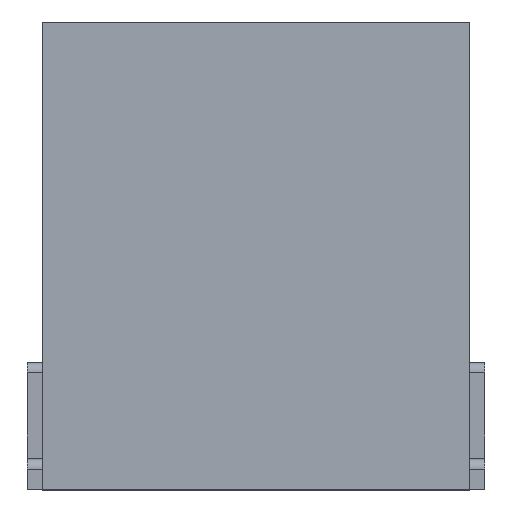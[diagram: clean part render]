
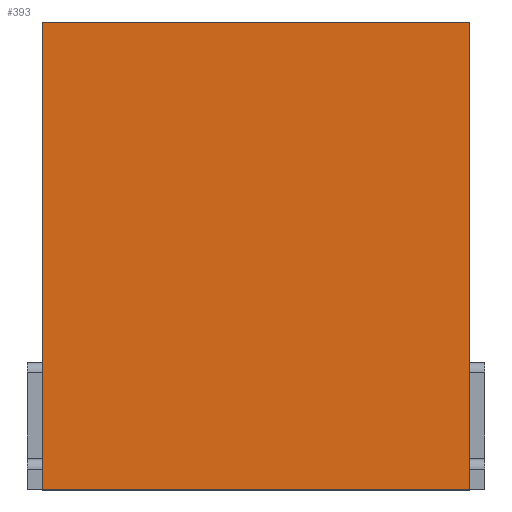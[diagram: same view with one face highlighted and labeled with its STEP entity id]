
A CAD part, top view. The second image highlights one B-rep face of the part: STEP entity #393.
In plain terms, the highlighted planar face has unit normal (0, 0, 1).
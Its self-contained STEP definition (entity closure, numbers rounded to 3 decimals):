
#366=AXIS2_PLACEMENT_3D('Plane Axis2P3D',#363,#364,#365) ;
#70=CARTESIAN_POINT('Vertex',(8.71,0.,10.3)) ;
#73=CARTESIAN_POINT('Line Origine',(4.505,0.,10.3)) ;
#77=CARTESIAN_POINT('Vertex',(0.3,0.,10.3)) ;
#363=CARTESIAN_POINT('Axis2P3D Location',(0.3,9.2,10.3)) ;
#368=CARTESIAN_POINT('Line Origine',(8.71,4.6,10.3)) ;
#372=CARTESIAN_POINT('Vertex',(8.71,9.2,10.3)) ;
#375=CARTESIAN_POINT('Line Origine',(4.505,9.2,10.3)) ;
#379=CARTESIAN_POINT('Vertex',(0.3,9.2,10.3)) ;
#382=CARTESIAN_POINT('Line Origine',(0.3,4.6,10.3)) ;
#74=DIRECTION('Vector Direction',(1.,0.,0.)) ;
#364=DIRECTION('Axis2P3D Direction',(-0.,0.,1.)) ;
#365=DIRECTION('Axis2P3D XDirection',(0.,-1.,0.)) ;
#369=DIRECTION('Vector Direction',(0.,-1.,0.)) ;
#376=DIRECTION('Vector Direction',(1.,0.,0.)) ;
#383=DIRECTION('Vector Direction',(0.,-1.,0.)) ;
#75=VECTOR('Line Direction',#74,1.) ;
#370=VECTOR('Line Direction',#369,1.) ;
#377=VECTOR('Line Direction',#376,1.) ;
#384=VECTOR('Line Direction',#383,1.) ;
#388=ORIENTED_EDGE('',*,*,#374,.T.) ;
#389=ORIENTED_EDGE('',*,*,#381,.F.) ;
#390=ORIENTED_EDGE('',*,*,#386,.F.) ;
#391=ORIENTED_EDGE('',*,*,#79,.T.) ;
#393=ADVANCED_FACE('HOUSING',(#392),#367,.T.) ;
#79=EDGE_CURVE('',#78,#71,#76,.T.) ;
#374=EDGE_CURVE('',#71,#373,#371,.F.) ;
#381=EDGE_CURVE('',#380,#373,#378,.T.) ;
#386=EDGE_CURVE('',#78,#380,#385,.F.) ;
#387=EDGE_LOOP('',(#388,#389,#390,#391)) ;
#392=FACE_OUTER_BOUND('',#387,.T.) ;
#76=LINE('Line',#73,#75) ;
#371=LINE('Line',#368,#370) ;
#378=LINE('Line',#375,#377) ;
#385=LINE('Line',#382,#384) ;
#367=PLANE('',#366) ;
#71=VERTEX_POINT('',#70) ;
#78=VERTEX_POINT('',#77) ;
#373=VERTEX_POINT('',#372) ;
#380=VERTEX_POINT('',#379) ;
